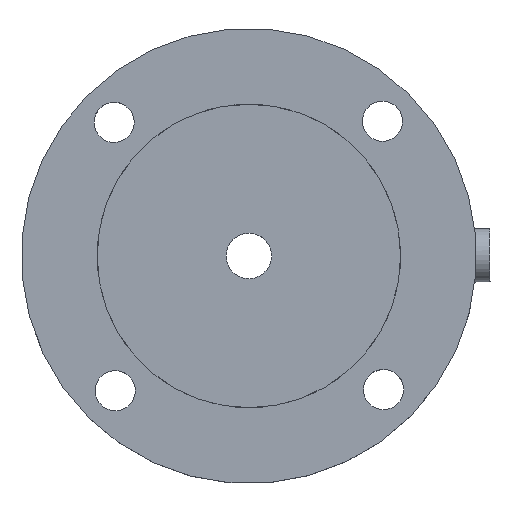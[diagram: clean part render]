
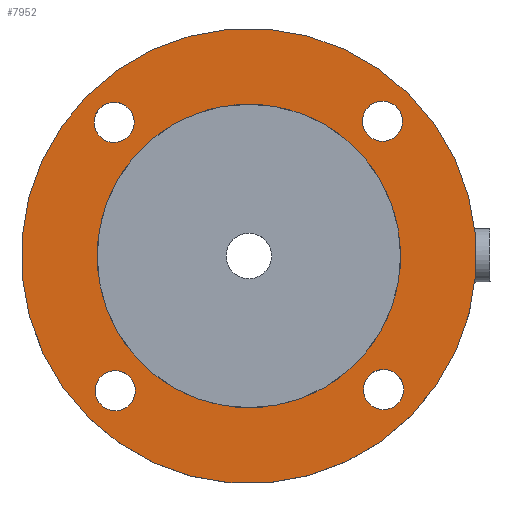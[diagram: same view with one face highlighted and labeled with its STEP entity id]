
A CAD part, top view. The second image highlights one B-rep face of the part: STEP entity #7952.
In plain terms, the highlighted planar face has unit normal (0, 0, 1).
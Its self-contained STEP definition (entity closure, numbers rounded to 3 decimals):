
#15 = ORIENTED_EDGE ( 'NONE', *, *, #1764, .F. ) ;
#45 = AXIS2_PLACEMENT_3D ( 'NONE', #3008, #1520, #828 ) ;
#168 = PLANE ( 'NONE',  #3586 ) ;
#239 = DIRECTION ( 'NONE',  ( 0., 0., 1. ) ) ;
#435 = DIRECTION ( 'NONE',  ( 0., 0., 1. ) ) ;
#564 = DIRECTION ( 'NONE',  ( 0.71, -0.704, 0. ) ) ;
#639 = AXIS2_PLACEMENT_3D ( 'NONE', #1905, #8275, #7713 ) ;
#656 = AXIS2_PLACEMENT_3D ( 'NONE', #1939, #3415, #564 ) ;
#677 = EDGE_CURVE ( 'NONE', #5791, #1829, #5503, .T. ) ;
#691 = DIRECTION ( 'NONE',  ( 0.71, -0.704, 0. ) ) ;
#766 = FACE_BOUND ( 'NONE', #6886, .T. ) ;
#828 = DIRECTION ( 'NONE',  ( 0.71, -0.704, 0. ) ) ;
#893 = CIRCLE ( 'NONE', #6169, 4.5 ) ;
#964 = DIRECTION ( 'NONE',  ( 0.71, -0.704, 0. ) ) ;
#1170 = CARTESIAN_POINT ( 'NONE',  ( -29.232, -33.641, 108. ) ) ;
#1181 = ORIENTED_EDGE ( 'NONE', *, *, #9319, .F. ) ;
#1213 = EDGE_CURVE ( 'NONE', #8804, #1727, #2240, .T. ) ;
#1396 = EDGE_LOOP ( 'NONE', ( #8970, #1594 ) ) ;
#1449 = CARTESIAN_POINT ( 'NONE',  ( 30.871, -33.386, 108. ) ) ;
#1487 = CARTESIAN_POINT ( 'NONE',  ( 27.421, 29.886, 108. ) ) ;
#1520 = DIRECTION ( 'NONE',  ( 0., 0., 1. ) ) ;
#1594 = ORIENTED_EDGE ( 'NONE', *, *, #5285, .F. ) ;
#1652 = CARTESIAN_POINT ( 'NONE',  ( 0.692, -3.462, 108. ) ) ;
#1702 = CARTESIAN_POINT ( 'NONE',  ( 0.692, -3.462, 108. ) ) ;
#1727 = VERTEX_POINT ( 'NONE', #6322 ) ;
#1749 = ORIENTED_EDGE ( 'NONE', *, *, #8196, .T. ) ;
#1764 = EDGE_CURVE ( 'NONE', #8930, #8872, #6768, .T. ) ;
#1793 = EDGE_CURVE ( 'NONE', #8872, #8930, #8126, .T. ) ;
#1829 = VERTEX_POINT ( 'NONE', #1487 ) ;
#1905 = CARTESIAN_POINT ( 'NONE',  ( 0.692, -3.462, 108. ) ) ;
#1939 = CARTESIAN_POINT ( 'NONE',  ( -29.487, 26.463, 108. ) ) ;
#2004 = DIRECTION ( 'NONE',  ( 0., 0., 1. ) ) ;
#2018 = AXIS2_PLACEMENT_3D ( 'NONE', #2128, #8623, #4255 ) ;
#2040 = FACE_OUTER_BOUND ( 'NONE', #2064, .T. ) ;
#2064 = EDGE_LOOP ( 'NONE', ( #1749, #4110 ) ) ;
#2128 = CARTESIAN_POINT ( 'NONE',  ( -29.487, 26.463, 108. ) ) ;
#2143 = VERTEX_POINT ( 'NONE', #6804 ) ;
#2240 = CIRCLE ( 'NONE', #45, 4.5 ) ;
#2243 = DIRECTION ( 'NONE',  ( 0., 0., 1. ) ) ;
#2310 = CIRCLE ( 'NONE', #8289, 4.5 ) ;
#2427 = CIRCLE ( 'NONE', #7563, 51. ) ;
#2648 = VERTEX_POINT ( 'NONE', #6082 ) ;
#2652 = CARTESIAN_POINT ( 'NONE',  ( 27.676, -30.218, 108. ) ) ;
#2691 = DIRECTION ( 'NONE',  ( 0.71, -0.704, 0. ) ) ;
#2706 = EDGE_CURVE ( 'NONE', #6455, #3731, #2427, .T. ) ;
#2735 = DIRECTION ( 'NONE',  ( 0., 0., 1. ) ) ;
#2891 = AXIS2_PLACEMENT_3D ( 'NONE', #1702, #239, #5502 ) ;
#2940 = FACE_BOUND ( 'NONE', #1396, .T. ) ;
#2963 = DIRECTION ( 'NONE',  ( 0., 0., 1. ) ) ;
#3008 = CARTESIAN_POINT ( 'NONE',  ( -29.232, -33.641, 108. ) ) ;
#3241 = EDGE_LOOP ( 'NONE', ( #7469, #1181 ) ) ;
#3365 = CARTESIAN_POINT ( 'NONE',  ( 0.692, -3.462, 108. ) ) ;
#3415 = DIRECTION ( 'NONE',  ( 0., 0., 1. ) ) ;
#3436 = CARTESIAN_POINT ( 'NONE',  ( 30.871, -33.386, 108. ) ) ;
#3467 = EDGE_CURVE ( 'NONE', #1727, #8804, #2310, .T. ) ;
#3490 = EDGE_LOOP ( 'NONE', ( #3589, #5076 ) ) ;
#3586 = AXIS2_PLACEMENT_3D ( 'NONE', #1652, #9006, #964 ) ;
#3589 = ORIENTED_EDGE ( 'NONE', *, *, #4518, .F. ) ;
#3635 = DIRECTION ( 'NONE',  ( 0.71, -0.704, 0. ) ) ;
#3638 = CARTESIAN_POINT ( 'NONE',  ( 36.907, -39.371, 108. ) ) ;
#3650 = CARTESIAN_POINT ( 'NONE',  ( 30.617, 26.717, 108. ) ) ;
#3680 = ORIENTED_EDGE ( 'NONE', *, *, #1793, .F. ) ;
#3731 = VERTEX_POINT ( 'NONE', #8884 ) ;
#4110 = ORIENTED_EDGE ( 'NONE', *, *, #2706, .T. ) ;
#4224 = AXIS2_PLACEMENT_3D ( 'NONE', #3436, #8458, #2691 ) ;
#4255 = DIRECTION ( 'NONE',  ( 0.71, -0.704, 0. ) ) ;
#4518 = EDGE_CURVE ( 'NONE', #2648, #7132, #5776, .T. ) ;
#4961 = AXIS2_PLACEMENT_3D ( 'NONE', #3650, #2963, #8737 ) ;
#5036 = CARTESIAN_POINT ( 'NONE',  ( 0.692, -3.462, 108. ) ) ;
#5076 = ORIENTED_EDGE ( 'NONE', *, *, #6247, .F. ) ;
#5122 = EDGE_CURVE ( 'NONE', #2143, #6723, #6342, .T. ) ;
#5285 = EDGE_CURVE ( 'NONE', #6723, #2143, #893, .T. ) ;
#5480 = CIRCLE ( 'NONE', #7059, 4.5 ) ;
#5502 = DIRECTION ( 'NONE',  ( 0.71, -0.704, 0. ) ) ;
#5503 = CIRCLE ( 'NONE', #4961, 4.5 ) ;
#5776 = CIRCLE ( 'NONE', #2891, 34. ) ;
#5791 = VERTEX_POINT ( 'NONE', #7440 ) ;
#5915 = CARTESIAN_POINT ( 'NONE',  ( -32.682, 29.631, 108. ) ) ;
#5972 = CIRCLE ( 'NONE', #639, 34. ) ;
#6082 = CARTESIAN_POINT ( 'NONE',  ( 24.836, -27.401, 108. ) ) ;
#6169 = AXIS2_PLACEMENT_3D ( 'NONE', #1449, #2243, #3635 ) ;
#6247 = EDGE_CURVE ( 'NONE', #7132, #2648, #5972, .T. ) ;
#6322 = CARTESIAN_POINT ( 'NONE',  ( -26.037, -36.809, 108. ) ) ;
#6342 = CIRCLE ( 'NONE', #4224, 4.5 ) ;
#6455 = VERTEX_POINT ( 'NONE', #3638 ) ;
#6521 = EDGE_LOOP ( 'NONE', ( #8098, #7157 ) ) ;
#6676 = CARTESIAN_POINT ( 'NONE',  ( -32.428, -30.472, 108. ) ) ;
#6723 = VERTEX_POINT ( 'NONE', #2652 ) ;
#6768 = CIRCLE ( 'NONE', #656, 4.5 ) ;
#6793 = FACE_BOUND ( 'NONE', #6521, .T. ) ;
#6804 = CARTESIAN_POINT ( 'NONE',  ( 34.067, -36.555, 108. ) ) ;
#6886 = EDGE_LOOP ( 'NONE', ( #15, #3680 ) ) ;
#6923 = FACE_BOUND ( 'NONE', #3490, .T. ) ;
#7059 = AXIS2_PLACEMENT_3D ( 'NONE', #8535, #2004, #9208 ) ;
#7132 = VERTEX_POINT ( 'NONE', #8314 ) ;
#7157 = ORIENTED_EDGE ( 'NONE', *, *, #1213, .F. ) ;
#7440 = CARTESIAN_POINT ( 'NONE',  ( 33.812, 23.549, 108. ) ) ;
#7469 = ORIENTED_EDGE ( 'NONE', *, *, #677, .F. ) ;
#7563 = AXIS2_PLACEMENT_3D ( 'NONE', #3365, #435, #9148 ) ;
#7686 = CIRCLE ( 'NONE', #8267, 51. ) ;
#7713 = DIRECTION ( 'NONE',  ( 0.71, -0.704, 0. ) ) ;
#7807 = DIRECTION ( 'NONE',  ( 0.71, -0.704, 0. ) ) ;
#7952 = ADVANCED_FACE ( 'NONE', ( #766, #6793, #2940, #8491, #6923, #2040 ), #168, .T. ) ;
#7974 = DIRECTION ( 'NONE',  ( 0., 0., 1. ) ) ;
#8098 = ORIENTED_EDGE ( 'NONE', *, *, #3467, .F. ) ;
#8126 = CIRCLE ( 'NONE', #2018, 4.5 ) ;
#8196 = EDGE_CURVE ( 'NONE', #3731, #6455, #7686, .T. ) ;
#8267 = AXIS2_PLACEMENT_3D ( 'NONE', #5036, #7974, #691 ) ;
#8275 = DIRECTION ( 'NONE',  ( 0., 0., 1. ) ) ;
#8289 = AXIS2_PLACEMENT_3D ( 'NONE', #1170, #2735, #7807 ) ;
#8314 = CARTESIAN_POINT ( 'NONE',  ( -23.451, 20.478, 108. ) ) ;
#8458 = DIRECTION ( 'NONE',  ( 0., 0., 1. ) ) ;
#8491 = FACE_BOUND ( 'NONE', #3241, .T. ) ;
#8535 = CARTESIAN_POINT ( 'NONE',  ( 30.617, 26.717, 108. ) ) ;
#8623 = DIRECTION ( 'NONE',  ( 0., 0., 1. ) ) ;
#8737 = DIRECTION ( 'NONE',  ( 0.71, -0.704, 0. ) ) ;
#8804 = VERTEX_POINT ( 'NONE', #6676 ) ;
#8872 = VERTEX_POINT ( 'NONE', #5915 ) ;
#8884 = CARTESIAN_POINT ( 'NONE',  ( -35.523, 32.448, 108. ) ) ;
#8930 = VERTEX_POINT ( 'NONE', #9157 ) ;
#8970 = ORIENTED_EDGE ( 'NONE', *, *, #5122, .F. ) ;
#9006 = DIRECTION ( 'NONE',  ( 0., 0., 1. ) ) ;
#9148 = DIRECTION ( 'NONE',  ( 0.71, -0.704, 0. ) ) ;
#9157 = CARTESIAN_POINT ( 'NONE',  ( -26.291, 23.294, 108. ) ) ;
#9208 = DIRECTION ( 'NONE',  ( 0.71, -0.704, 0. ) ) ;
#9319 = EDGE_CURVE ( 'NONE', #1829, #5791, #5480, .T. ) ;
